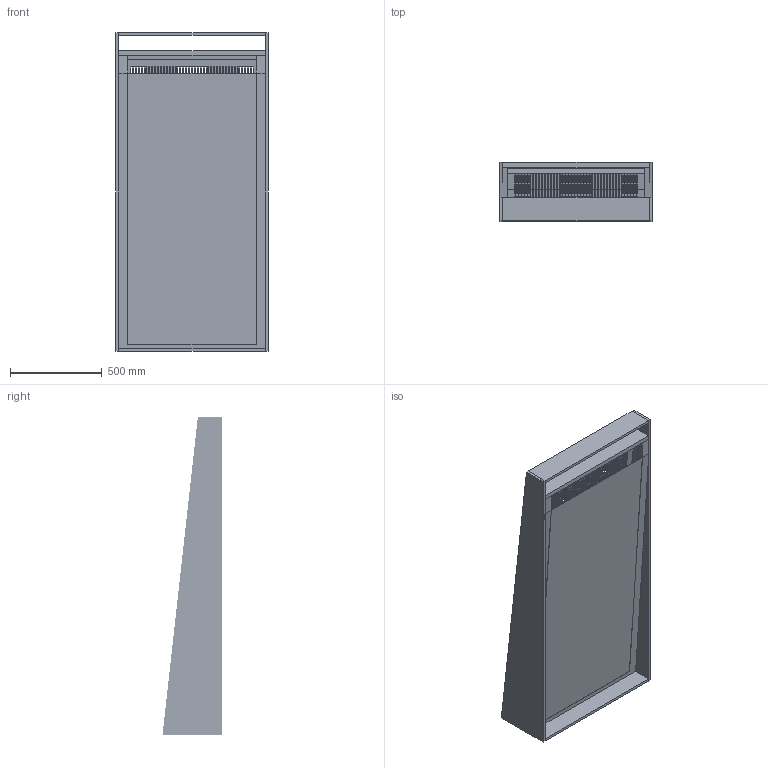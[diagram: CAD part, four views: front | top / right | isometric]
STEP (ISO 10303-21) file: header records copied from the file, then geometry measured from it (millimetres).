
FILE_DESCRIPTION(('FreeCAD Model'),'2;1');
FILE_NAME('Open CASCADE Shape Model','2025-05-08T00:50:27',('FreeCAD'),( 'FreeCAD'),'Open CASCADE STEP processor 7.6','FreeCAD','Unknown');
FILE_SCHEMA(('AUTOMOTIVE_DESIGN { 1 0 10303 214 1 1 1 1 }'));
Products named in the file (1): Open CASCADE STEP translator 7.6 1
Bounding box: 830.16 x 322.54 x 1740.91 mm (x, y, z)
Volume: 43901050.9 mm3; surface area: 9093639.1 mm2
Topology: 14 solids, 14 shells, 5576 faces, 16638 edges, 11092 vertices
Faces by surface type: bspline 5576
Entity records: 183074 total; most frequent: CARTESIAN_POINT 88569, ORIENTED_EDGE 33276, EDGE_CURVE 16638, VERTEX_POINT 11092, B_SPLINE_CURVE_WITH_KNOTS 10066, FACE_BOUND 7762, EDGE_LOOP 7762, ADVANCED_FACE 5576
